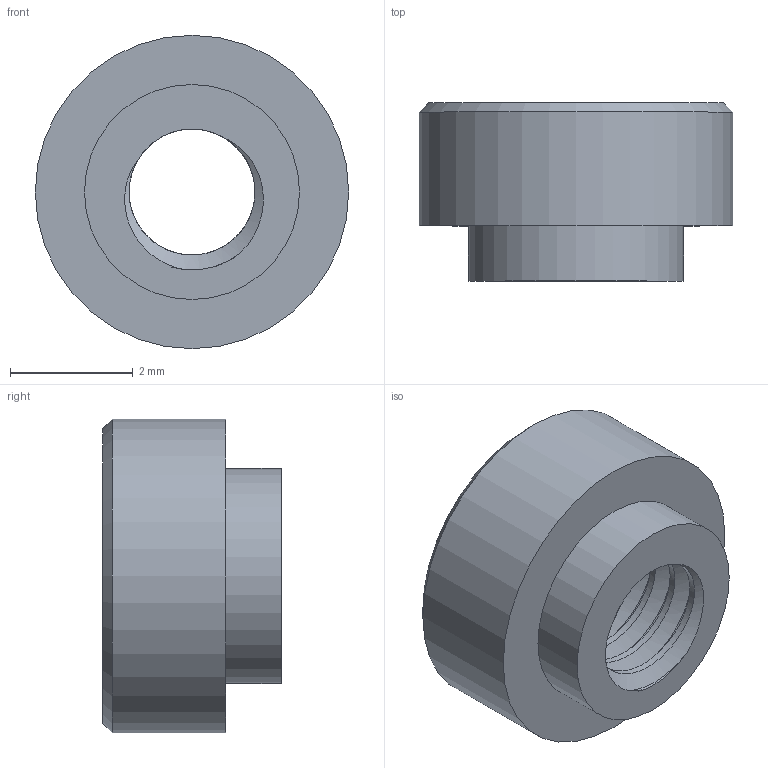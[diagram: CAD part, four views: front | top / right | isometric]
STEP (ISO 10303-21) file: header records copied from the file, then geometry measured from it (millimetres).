
FILE_DESCRIPTION(/* description */ (''),/* implementation_level */ '2;1');
FILE_NAME(/* name */ 'solder_nut.step',/* time_stamp */ '2024-01-21T03:06:43+04:00',/* author */ (''),/* organization */ (''),/* preprocessor_version */ 'ST-DEVELOPER v20',/* originating_system */ 'Autodesk Translation Framework v12.14.0.127',/* authorisation */ '');
FILE_SCHEMA (('AUTOMOTIVE_DESIGN { 1 0 10303 214 3 1 1 }'));
Length unit declared in the file: millimetre
Products named in the file (1): WA-SMSI SMT Steel Spacer with internal Thread M2.5_9774020151
Bounding box: 5.1 x 2.9 x 5.1 mm (x, y, z)
Volume: 37.5 mm3; surface area: 105.7 mm2
Topology: 1 solids, 1 shells, 23 faces, 59 edges, 39 vertices
Faces by surface type: cylinder 16, plane 3, cone 2, bspline 2
Full cylindrical faces by diameter (mm): 2.05 x5, 2.537 x5, 3.5 x1, 5.1 x1
Entity records: 1714 total; most frequent: CARTESIAN_POINT 1182, ORIENTED_EDGE 118, DIRECTION 82, EDGE_CURVE 59, VERTEX_POINT 39, AXIS2_PLACEMENT_3D 33, EDGE_LOOP 26, FACE_OUTER_BOUND 23
